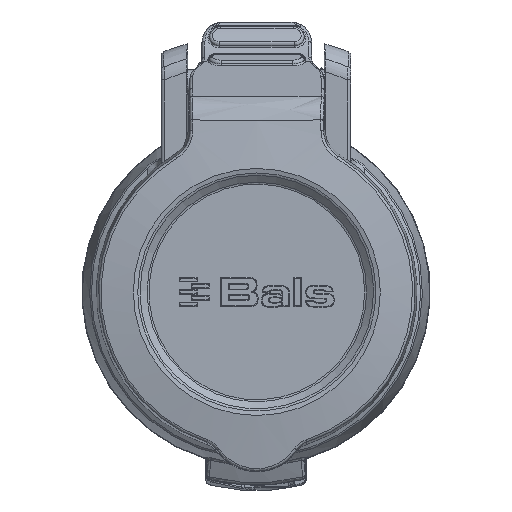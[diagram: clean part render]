
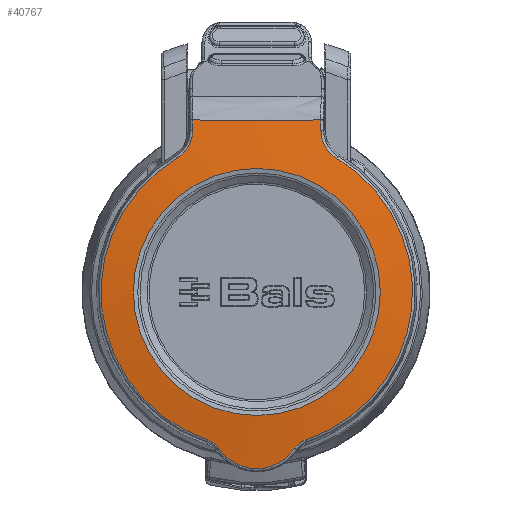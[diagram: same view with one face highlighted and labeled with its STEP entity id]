
A CAD part, front view. The second image highlights one B-rep face of the part: STEP entity #40767.
In plain terms, the highlighted conical face has half-angle 82 degrees and reference radius 14.5 mm.
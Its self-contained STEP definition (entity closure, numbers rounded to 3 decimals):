
#345=CONICAL_SURFACE('',#43587,14.5,1.431);
#2534=LINE('',#98672,#4264);
#4264=VECTOR('',#50070,14.5);
#6721=FACE_OUTER_BOUND('',#9197,.T.);
#9197=EDGE_LOOP('',(#32091,#32092,#32093,#32094,#32095,#32096,#32097,#32098,
#32099,#32100,#32101,#32102,#32103,#32104,#32105));
#10913=CIRCLE('',#43434,26.283);
#10925=CIRCLE('',#43453,26.283);
#10985=CIRCLE('',#43566,20.838);
#10986=CIRCLE('',#43567,20.838);
#13242=B_SPLINE_CURVE_WITH_KNOTS('',3,(#96376,#96377,#96378,#96379),
 .UNSPECIFIED.,.F.,.F.,(4,4),(-0.173,0.),.UNSPECIFIED.);
#13244=B_SPLINE_CURVE_WITH_KNOTS('',3,(#96416,#96417,#96418,#96419,#96420),
 .UNSPECIFIED.,.F.,.F.,(4,1,4),(0.,0.245,0.571),
 .UNSPECIFIED.);
#13262=B_SPLINE_CURVE_WITH_KNOTS('',3,(#97064,#97065,#97066,#97067,#97068),
 .UNSPECIFIED.,.F.,.F.,(4,1,4),(0.,0.245,0.571),
 .UNSPECIFIED.);
#13264=B_SPLINE_CURVE_WITH_KNOTS('',3,(#97097,#97098,#97099,#97100),
 .UNSPECIFIED.,.F.,.F.,(4,4),(0.,0.173),.UNSPECIFIED.);
#13288=B_SPLINE_CURVE_WITH_KNOTS('',3,(#97536,#97537,#97538,#97539,#97540),
 .UNSPECIFIED.,.F.,.F.,(4,1,4),(2.08,2.983,4.196),
 .UNSPECIFIED.);
#13338=B_SPLINE_CURVE_WITH_KNOTS('',3,(#98652,#98653,#98654,#98655,#98656),
 .UNSPECIFIED.,.F.,.F.,(4,1,4),(0.,0.43,
0.752),.UNSPECIFIED.);
#13339=B_SPLINE_CURVE_WITH_KNOTS('',3,(#98657,#98658,#98659,#98660),
 .UNSPECIFIED.,.F.,.F.,(4,4),(-0.248,0.),.UNSPECIFIED.);
#13340=B_SPLINE_CURVE_WITH_KNOTS('',3,(#98662,#98663,#98664,#98665),
 .UNSPECIFIED.,.F.,.F.,(4,4),(-0.248,0.),.UNSPECIFIED.);
#13341=B_SPLINE_CURVE_WITH_KNOTS('',3,(#98666,#98667,#98668,#98669,#98670,
#98671),.UNSPECIFIED.,.F.,.F.,(4,1,1,4),(0.752,0.859,
1.074,1.504),.UNSPECIFIED.);
#16659=VERTEX_POINT('',#96334);
#16663=VERTEX_POINT('',#96373);
#16667=VERTEX_POINT('',#96415);
#16669=VERTEX_POINT('',#96429);
#16701=VERTEX_POINT('',#96741);
#16702=VERTEX_POINT('',#96743);
#16711=VERTEX_POINT('',#97061);
#16713=VERTEX_POINT('',#97094);
#16803=VERTEX_POINT('',#98116);
#16804=VERTEX_POINT('',#98117);
#16882=VERTEX_POINT('',#98650);
#16883=VERTEX_POINT('',#98651);
#16884=VERTEX_POINT('',#98661);
#21794=EDGE_CURVE('',#16663,#16659,#13242,.T.);
#21799=EDGE_CURVE('',#16667,#16663,#13244,.T.);
#21802=EDGE_CURVE('',#16669,#16667,#10913,.T.);
#21839=EDGE_CURVE('',#16701,#16702,#10925,.T.);
#21852=EDGE_CURVE('',#16711,#16701,#13262,.T.);
#21855=EDGE_CURVE('',#16713,#16711,#13264,.T.);
#21918=EDGE_CURVE('',#16659,#16713,#13288,.T.);
#22013=EDGE_CURVE('',#16803,#16804,#10985,.T.);
#22014=EDGE_CURVE('',#16804,#16803,#10986,.T.);
#22112=EDGE_CURVE('',#16882,#16883,#13338,.T.);
#22113=EDGE_CURVE('',#16702,#16882,#13339,.T.);
#22114=EDGE_CURVE('',#16884,#16669,#13340,.T.);
#22115=EDGE_CURVE('',#16883,#16884,#13341,.T.);
#22116=EDGE_CURVE('',#16883,#16804,#2534,.T.);
#32091=ORIENTED_EDGE('',*,*,#22112,.F.);
#32092=ORIENTED_EDGE('',*,*,#22113,.F.);
#32093=ORIENTED_EDGE('',*,*,#21839,.F.);
#32094=ORIENTED_EDGE('',*,*,#21852,.F.);
#32095=ORIENTED_EDGE('',*,*,#21855,.F.);
#32096=ORIENTED_EDGE('',*,*,#21918,.F.);
#32097=ORIENTED_EDGE('',*,*,#21794,.F.);
#32098=ORIENTED_EDGE('',*,*,#21799,.F.);
#32099=ORIENTED_EDGE('',*,*,#21802,.F.);
#32100=ORIENTED_EDGE('',*,*,#22114,.F.);
#32101=ORIENTED_EDGE('',*,*,#22115,.F.);
#32102=ORIENTED_EDGE('',*,*,#22116,.T.);
#32103=ORIENTED_EDGE('',*,*,#22013,.F.);
#32104=ORIENTED_EDGE('',*,*,#22014,.F.);
#32105=ORIENTED_EDGE('',*,*,#22116,.F.);
#40767=ADVANCED_FACE('',(#6721),#345,.T.);
#43434=AXIS2_PLACEMENT_3D('',#96430,#49642,#49643);
#43453=AXIS2_PLACEMENT_3D('',#96744,#49696,#49697);
#43566=AXIS2_PLACEMENT_3D('',#98118,#49968,#49969);
#43567=AXIS2_PLACEMENT_3D('',#98119,#49970,#49971);
#43587=AXIS2_PLACEMENT_3D('',#98649,#50068,#50069);
#49642=DIRECTION('center_axis',(0.,1.,0.));
#49643=DIRECTION('ref_axis',(-0.994,0.,-0.108));
#49696=DIRECTION('center_axis',(0.,1.,0.));
#49697=DIRECTION('ref_axis',(0.994,0.,-0.108));
#49968=DIRECTION('center_axis',(0.,-1.,0.));
#49969=DIRECTION('ref_axis',(0.,0.,
-1.));
#49970=DIRECTION('center_axis',(0.,-1.,0.));
#49971=DIRECTION('ref_axis',(0.,0.,
-1.));
#50068=DIRECTION('center_axis',(0.,1.,0.));
#50069=DIRECTION('ref_axis',(0.,0.,
1.));
#50070=DIRECTION('',(0.,-0.139,0.99));
#96334=CARTESIAN_POINT('',(-10.684,-62.545,29.021));
#96373=CARTESIAN_POINT('',(-10.681,-62.77,27.303));
#96376=CARTESIAN_POINT('Ctrl Pts',(-10.681,-62.77,
27.303));
#96377=CARTESIAN_POINT('Ctrl Pts',(-10.682,-62.695,
27.876));
#96378=CARTESIAN_POINT('Ctrl Pts',(-10.683,-62.62,
28.449));
#96379=CARTESIAN_POINT('Ctrl Pts',(-10.684,-62.545,
29.021));
#96415=CARTESIAN_POINT('',(-13.359,-63.204,22.554));
#96416=CARTESIAN_POINT('Ctrl Pts',(-13.359,-63.204,
22.554));
#96417=CARTESIAN_POINT('Ctrl Pts',(-12.657,-63.204,
22.974));
#96418=CARTESIAN_POINT('Ctrl Pts',(-11.243,-63.129,
24.329));
#96419=CARTESIAN_POINT('Ctrl Pts',(-10.68,-62.912,
26.224));
#96420=CARTESIAN_POINT('Ctrl Pts',(-10.681,-62.77,
27.303));
#96429=CARTESIAN_POINT('',(-8.177,-63.204,-24.934));
#96430=CARTESIAN_POINT('Origin',(0.137,-63.204,0.));
#96741=CARTESIAN_POINT('',(13.634,-63.204,22.554));
#96743=CARTESIAN_POINT('',(8.452,-63.204,-24.934));
#96744=CARTESIAN_POINT('Origin',(0.137,-63.204,0.));
#97061=CARTESIAN_POINT('',(10.956,-62.77,27.303));
#97064=CARTESIAN_POINT('Ctrl Pts',(10.956,-62.77,27.303));
#97065=CARTESIAN_POINT('Ctrl Pts',(10.954,-62.876,26.494));
#97066=CARTESIAN_POINT('Ctrl Pts',(11.368,-63.102,24.598));
#97067=CARTESIAN_POINT('Ctrl Pts',(12.697,-63.204,23.114));
#97068=CARTESIAN_POINT('Ctrl Pts',(13.634,-63.204,22.554));
#97094=CARTESIAN_POINT('',(10.958,-62.545,29.021));
#97097=CARTESIAN_POINT('Ctrl Pts',(10.958,-62.545,29.021));
#97098=CARTESIAN_POINT('Ctrl Pts',(10.957,-62.62,28.449));
#97099=CARTESIAN_POINT('Ctrl Pts',(10.956,-62.695,27.876));
#97100=CARTESIAN_POINT('Ctrl Pts',(10.956,-62.77,27.303));
#97536=CARTESIAN_POINT('Ctrl Pts',(-10.684,-62.545,
29.021));
#97537=CARTESIAN_POINT('Ctrl Pts',(-7.617,-62.701,
28.981));
#97538=CARTESIAN_POINT('Ctrl Pts',(-0.395,-62.931,
28.927));
#97539=CARTESIAN_POINT('Ctrl Pts',(6.839,-62.754,28.967));
#97540=CARTESIAN_POINT('Ctrl Pts',(10.958,-62.545,29.021));
#98116=CARTESIAN_POINT('',(0.137,-63.969,20.838));
#98117=CARTESIAN_POINT('',(0.137,-63.969,-20.838));
#98118=CARTESIAN_POINT('Origin',(0.137,-63.969,0.));
#98119=CARTESIAN_POINT('Origin',(0.137,-63.969,0.));
#98649=CARTESIAN_POINT('Origin',(0.137,-64.86,0.));
#98650=CARTESIAN_POINT('',(6.516,-63.08,-26.408));
#98651=CARTESIAN_POINT('',(0.137,-62.71,-29.8));
#98652=CARTESIAN_POINT('Ctrl Pts',(6.516,-63.08,-26.408));
#98653=CARTESIAN_POINT('Ctrl Pts',(5.719,-62.944,-27.592));
#98654=CARTESIAN_POINT('Ctrl Pts',(3.725,-62.765,-29.269));
#98655=CARTESIAN_POINT('Ctrl Pts',(1.214,-62.71,-29.796));
#98656=CARTESIAN_POINT('Ctrl Pts',(0.137,-62.71,
-29.798));
#98657=CARTESIAN_POINT('Ctrl Pts',(8.452,-63.204,-24.934));
#98658=CARTESIAN_POINT('Ctrl Pts',(7.667,-63.204,-25.195));
#98659=CARTESIAN_POINT('Ctrl Pts',(6.976,-63.158,-25.725));
#98660=CARTESIAN_POINT('Ctrl Pts',(6.516,-63.08,-26.408));
#98661=CARTESIAN_POINT('',(-6.242,-63.08,-26.408));
#98662=CARTESIAN_POINT('Ctrl Pts',(-6.242,-63.08,
-26.408));
#98663=CARTESIAN_POINT('Ctrl Pts',(-6.702,-63.158,
-25.725));
#98664=CARTESIAN_POINT('Ctrl Pts',(-7.392,-63.204,
-25.195));
#98665=CARTESIAN_POINT('Ctrl Pts',(-8.177,-63.204,
-24.934));
#98666=CARTESIAN_POINT('Ctrl Pts',(0.137,-62.71,
-29.8));
#98667=CARTESIAN_POINT('Ctrl Pts',(-0.222,-62.71,
-29.801));
#98668=CARTESIAN_POINT('Ctrl Pts',(-1.298,-62.717,
-29.728));
#98669=CARTESIAN_POINT('Ctrl Pts',(-3.737,-62.79,
-29.025));
#98670=CARTESIAN_POINT('Ctrl Pts',(-5.446,-62.944,
-27.593));
#98671=CARTESIAN_POINT('Ctrl Pts',(-6.244,-63.079,
-26.409));
#98672=CARTESIAN_POINT('',(0.137,-64.86,-14.5));
